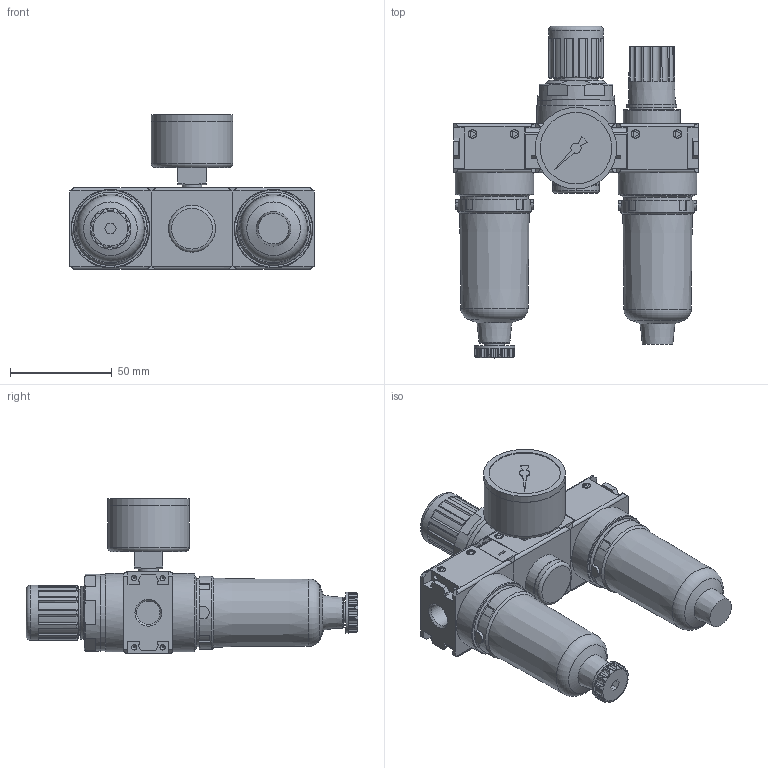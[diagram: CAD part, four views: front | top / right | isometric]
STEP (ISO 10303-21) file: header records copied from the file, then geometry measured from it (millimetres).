
FILE_DESCRIPTION( ( 'STEP AP203' ), '1' );
FILE_NAME( '9_2701_00_621_2_03.stp', ' ', ( ' ' ), ( ' ' ), 'PSStep 15.0.47', 'PARTsolutions', ' ' );
FILE_SCHEMA( ( 'CONFIG_CONTROL_DESIGN' ) );
Length unit declared in the file: millimetre
Products named in the file (11): 9.2701.00.621; _F 06 K-HA(00)-1; _F 06 K-HA-3; _R 05-3(00)-1; _R 05-3-2; _R 05-3-4; _L 06 K(00)-1; _L 06 K-3; _KP 05-2; _KP 05-1_1; _KP 05-1
Assembly tree (13 placements, depth 2):
  9.2701.00.621
    _F 06 K-HA(00)-1
    _F 06 K-HA-3
    _R 05-3(00)-1
    _R 05-3-2
    _R 05-3-4
    _L 06 K(00)-1
    _L 06 K-3
    _KP 05-2  x2
    _KP 05-1_1  x2
    _KP 05-1  x2
Bounding box: 120 x 162.8 x 76 mm (x, y, z)
Volume: 338228 mm3; surface area: 69437.8 mm2
Topology: 13 solids, 13 shells, 842 faces, 2133 edges, 1409 vertices
Faces by surface type: plane 533, cylinder 244, cone 46, torus 17, sphere 2
Full cylindrical faces by diameter (mm): 2.6 x16, 3 x16, 4.1 x12, 6.3 x1, 8.566 x3, 9.728 x2, 11.445 x4, 16 x3, 20 x1, 20.3 x3, 21 x1, 22 x1, 23 x2, 24.5 x1, 27 x1, 28 x1, 28.376 x1, 30 x1, 33.3 x2, 35 x1, 36 x3, 37.5 x1, 37.8 x1, 38.5 x3, 39.96 x1, 40 x2
Entity records: 23985 total; most frequent: CARTESIAN_POINT 5010, DIRECTION 3860, ORIENTED_EDGE 3672, EDGE_CURVE 1836, AXIS2_PLACEMENT_3D 1354, VERTEX_POINT 1293, LINE 1152, VECTOR 1152
